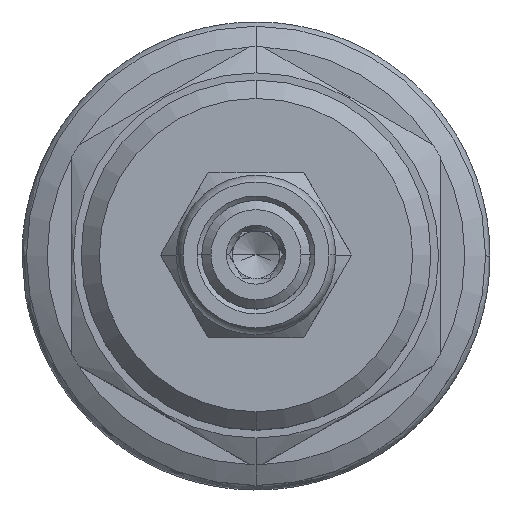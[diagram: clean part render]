
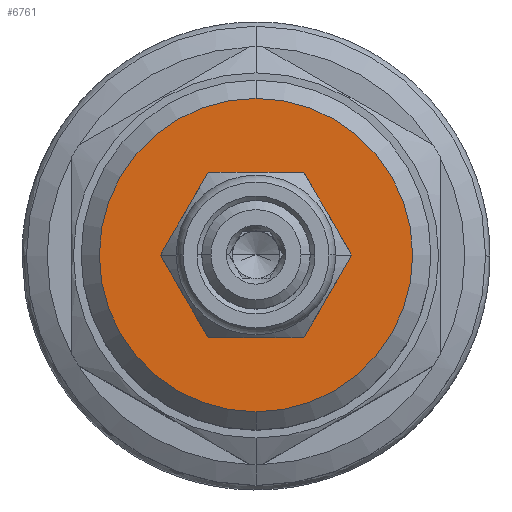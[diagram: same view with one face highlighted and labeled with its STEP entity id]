
A CAD part, top view. The second image highlights one B-rep face of the part: STEP entity #6761.
In plain terms, the highlighted planar face has unit normal (0, 0, 1).
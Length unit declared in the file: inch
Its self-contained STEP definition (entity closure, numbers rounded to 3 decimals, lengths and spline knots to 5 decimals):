
#961=CARTESIAN_POINT('',(0.,0.,4.28));
#962=DIRECTION('',(0.,0.,1.));
#963=DIRECTION('',(0.,-1.,0.));
#964=AXIS2_PLACEMENT_3D('',#961,#962,#963);
#979=CARTESIAN_POINT('',(0.,0.,4.28));
#980=DIRECTION('',(0.,0.,1.));
#981=DIRECTION('',(-1.,0.,0.));
#982=AXIS2_PLACEMENT_3D('',#979,#980,#981);
#984=CARTESIAN_POINT('',(0.,0.,4.28));
#985=DIRECTION('',(0.,0.,1.));
#986=DIRECTION('',(1.,0.,0.));
#987=AXIS2_PLACEMENT_3D('',#984,#985,#986);
#989=CARTESIAN_POINT('',(0.,0.,4.28));
#990=DIRECTION('',(0.,0.,1.));
#991=DIRECTION('',(0.,1.,0.));
#992=AXIS2_PLACEMENT_3D('',#989,#990,#991);
#4757=CARTESIAN_POINT('',(0.,0.532,4.28));
#4758=CARTESIAN_POINT('',(0.,-0.532,4.28));
#4759=VERTEX_POINT('',#4757);
#4760=VERTEX_POINT('',#4758);
#5031=CARTESIAN_POINT('',(-0.271,0.,4.28));
#5032=CARTESIAN_POINT('',(0.271,0.,4.28));
#5033=VERTEX_POINT('',#5031);
#5034=VERTEX_POINT('',#5032);
#6745=CARTESIAN_POINT('',(0.,0.,4.28));
#6746=DIRECTION('',(0.,0.,1.));
#6747=DIRECTION('',(0.,1.,0.));
#6748=AXIS2_PLACEMENT_3D('',#6745,#6746,#6747);
#6749=PLANE('',#6748);
#6750=ORIENTED_EDGE('',*,*,#6728,.F.);
#6752=ORIENTED_EDGE('',*,*,#6751,.F.);
#6753=EDGE_LOOP('',(#6750,#6752));
#6754=FACE_OUTER_BOUND('',#6753,.F.);
#6756=ORIENTED_EDGE('',*,*,#6755,.T.);
#6758=ORIENTED_EDGE('',*,*,#6757,.T.);
#6759=EDGE_LOOP('',(#6756,#6758));
#6760=FACE_BOUND('',#6759,.F.);
#965=CIRCLE('',#964,0.532);
#983=CIRCLE('',#982,0.271);
#988=CIRCLE('',#987,0.271);
#993=CIRCLE('',#992,0.532);
#6728=EDGE_CURVE('',#4760,#4759,#965,.T.);
#6751=EDGE_CURVE('',#4759,#4760,#993,.T.);
#6755=EDGE_CURVE('',#5033,#5034,#983,.T.);
#6757=EDGE_CURVE('',#5034,#5033,#988,.T.);
#6761=ADVANCED_FACE('',(#6754,#6760),#6749,.T.);
